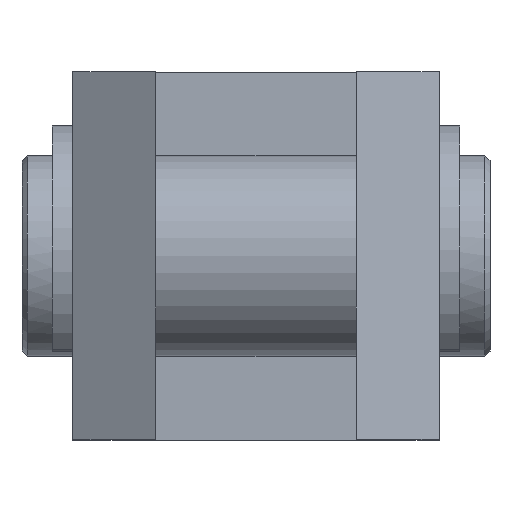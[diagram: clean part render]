
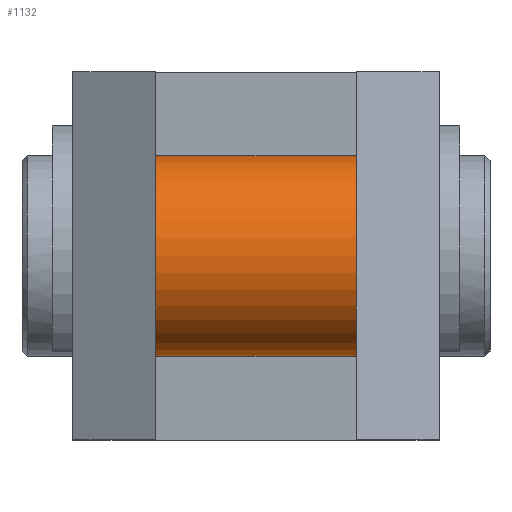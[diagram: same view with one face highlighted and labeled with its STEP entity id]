
A CAD part, top view. The second image highlights one B-rep face of the part: STEP entity #1132.
In plain terms, the highlighted cylindrical face has radius 15 mm (diameter 30 mm), a full revolution.
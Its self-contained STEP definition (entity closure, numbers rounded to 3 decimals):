
#43=CYLINDRICAL_SURFACE('',#1256,15.);
#377=ORIENTED_EDGE('',*,*,#635,.F.);
#378=ORIENTED_EDGE('',*,*,#639,.F.);
#635=EDGE_CURVE('',#779,#779,#851,.F.);
#639=EDGE_CURVE('',#781,#781,#853,.F.);
#779=VERTEX_POINT('',#1849);
#781=VERTEX_POINT('',#1857);
#851=CIRCLE('',#1236,15.);
#853=CIRCLE('',#1240,15.);
#919=EDGE_LOOP('',(#377));
#920=EDGE_LOOP('',(#378));
#1011=FACE_BOUND('',#919,.T.);
#1012=FACE_BOUND('',#920,.T.);
#1132=ADVANCED_FACE('',(#1011,#1012),#43,.T.);
#1236=AXIS2_PLACEMENT_3D('',#1848,#1437,#1438);
#1240=AXIS2_PLACEMENT_3D('',#1856,#1447,#1448);
#1256=AXIS2_PLACEMENT_3D('',#1878,#1479,#1480);
#1437=DIRECTION('',(-1.,0.,0.));
#1438=DIRECTION('',(0.,0.,1.));
#1447=DIRECTION('',(1.,0.,0.));
#1448=DIRECTION('',(0.,0.,-1.));
#1479=DIRECTION('',(1.,0.,0.));
#1480=DIRECTION('',(0.,0.,-1.));
#1848=CARTESIAN_POINT('',(15.,0.,110.));
#1849=CARTESIAN_POINT('',(15.,0.,125.));
#1856=CARTESIAN_POINT('',(-15.,0.,110.));
#1857=CARTESIAN_POINT('',(-15.,0.,95.));
#1878=CARTESIAN_POINT('',(35.,0.,110.));
